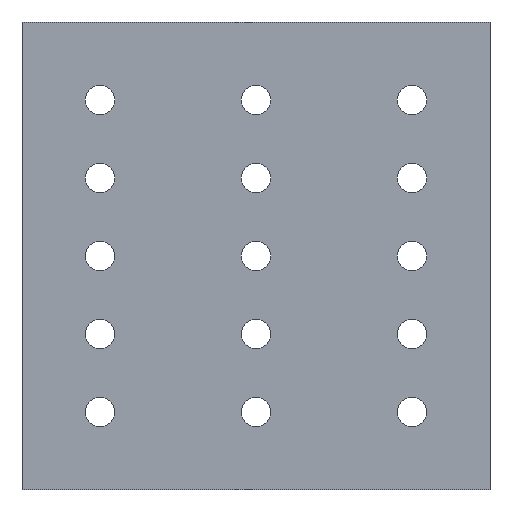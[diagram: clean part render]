
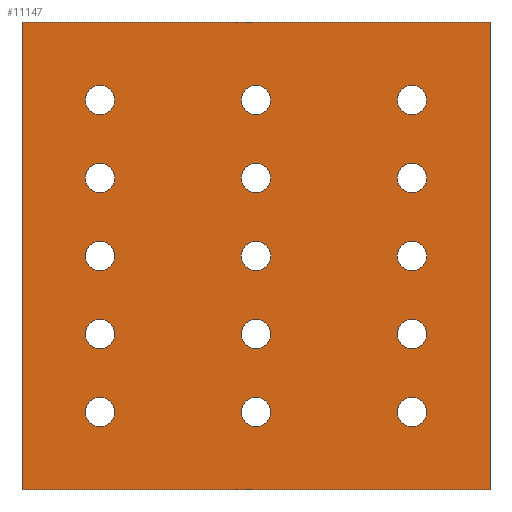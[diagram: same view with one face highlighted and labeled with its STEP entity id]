
A CAD part, top view. The second image highlights one B-rep face of the part: STEP entity #11147.
In plain terms, the highlighted planar face has unit normal (0, 0, 1).
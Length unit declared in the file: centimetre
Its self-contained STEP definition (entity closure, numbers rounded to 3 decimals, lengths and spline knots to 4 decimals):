
#129=CIRCLE('',#11465,0.4762);
#131=CIRCLE('',#11468,0.4762);
#133=CIRCLE('',#11471,0.4763);
#135=CIRCLE('',#11474,0.4763);
#137=CIRCLE('',#11477,0.4762);
#139=CIRCLE('',#11480,0.4763);
#141=CIRCLE('',#11483,0.4763);
#143=CIRCLE('',#11486,0.4762);
#145=CIRCLE('',#11489,0.4762);
#147=CIRCLE('',#11492,0.4763);
#149=CIRCLE('',#11495,0.4763);
#151=CIRCLE('',#11498,0.4762);
#153=CIRCLE('',#11501,0.4762);
#155=CIRCLE('',#11504,0.4762);
#157=CIRCLE('',#11507,0.4762);
#2108=VERTEX_POINT('',#18765);
#2111=VERTEX_POINT('',#18770);
#2113=VERTEX_POINT('',#18776);
#2115=VERTEX_POINT('',#18781);
#2117=VERTEX_POINT('',#18786);
#2119=VERTEX_POINT('',#18791);
#2121=VERTEX_POINT('',#18796);
#2123=VERTEX_POINT('',#18801);
#2125=VERTEX_POINT('',#18806);
#2127=VERTEX_POINT('',#18811);
#2129=VERTEX_POINT('',#18816);
#2131=VERTEX_POINT('',#18821);
#2133=VERTEX_POINT('',#18826);
#2135=VERTEX_POINT('',#18831);
#2137=VERTEX_POINT('',#18836);
#2139=VERTEX_POINT('',#18841);
#2141=VERTEX_POINT('',#18846);
#2146=VERTEX_POINT('',#18858);
#2147=VERTEX_POINT('',#18860);
#3157=VECTOR('',#12876,1.);
#3162=VECTOR('',#12973,1.);
#3163=VECTOR('',#12974,1.);
#3164=VECTOR('',#12975,1.);
#4174=LINE('',#18771,#3157);
#4179=LINE('',#18857,#3162);
#4180=LINE('',#18859,#3163);
#4181=LINE('',#18861,#3164);
#5779=EDGE_CURVE('',#2111,#2108,#4174,.T.);
#5781=EDGE_CURVE('',#2113,#2113,#129,.T.);
#5783=EDGE_CURVE('',#2115,#2115,#131,.T.);
#5785=EDGE_CURVE('',#2117,#2117,#133,.T.);
#5787=EDGE_CURVE('',#2119,#2119,#135,.T.);
#5789=EDGE_CURVE('',#2121,#2121,#137,.T.);
#5791=EDGE_CURVE('',#2123,#2123,#139,.T.);
#5793=EDGE_CURVE('',#2125,#2125,#141,.T.);
#5795=EDGE_CURVE('',#2127,#2127,#143,.T.);
#5797=EDGE_CURVE('',#2129,#2129,#145,.T.);
#5799=EDGE_CURVE('',#2131,#2131,#147,.T.);
#5801=EDGE_CURVE('',#2133,#2133,#149,.T.);
#5803=EDGE_CURVE('',#2135,#2135,#151,.T.);
#5805=EDGE_CURVE('',#2137,#2137,#153,.T.);
#5807=EDGE_CURVE('',#2139,#2139,#155,.T.);
#5809=EDGE_CURVE('',#2141,#2141,#157,.T.);
#5814=EDGE_CURVE('',#2146,#2108,#4179,.T.);
#5815=EDGE_CURVE('',#2147,#2111,#4180,.T.);
#5816=EDGE_CURVE('',#2147,#2146,#4181,.T.);
#9060=ORIENTED_EDGE('',*,*,#5781,.T.);
#9061=ORIENTED_EDGE('',*,*,#5783,.T.);
#9062=ORIENTED_EDGE('',*,*,#5785,.T.);
#9063=ORIENTED_EDGE('',*,*,#5787,.T.);
#9064=ORIENTED_EDGE('',*,*,#5789,.T.);
#9065=ORIENTED_EDGE('',*,*,#5791,.T.);
#9066=ORIENTED_EDGE('',*,*,#5793,.T.);
#9067=ORIENTED_EDGE('',*,*,#5795,.T.);
#9068=ORIENTED_EDGE('',*,*,#5797,.T.);
#9069=ORIENTED_EDGE('',*,*,#5799,.T.);
#9070=ORIENTED_EDGE('',*,*,#5801,.T.);
#9071=ORIENTED_EDGE('',*,*,#5803,.T.);
#9072=ORIENTED_EDGE('',*,*,#5805,.T.);
#9073=ORIENTED_EDGE('',*,*,#5807,.T.);
#9074=ORIENTED_EDGE('',*,*,#5809,.T.);
#9075=ORIENTED_EDGE('',*,*,#5814,.T.);
#9076=ORIENTED_EDGE('',*,*,#5779,.F.);
#9077=ORIENTED_EDGE('',*,*,#5815,.F.);
#9078=ORIENTED_EDGE('',*,*,#5816,.T.);
#9805=EDGE_LOOP('',(#9060));
#9806=EDGE_LOOP('',(#9061));
#9807=EDGE_LOOP('',(#9062));
#9808=EDGE_LOOP('',(#9063));
#9809=EDGE_LOOP('',(#9064));
#9810=EDGE_LOOP('',(#9065));
#9811=EDGE_LOOP('',(#9066));
#9812=EDGE_LOOP('',(#9067));
#9813=EDGE_LOOP('',(#9068));
#9814=EDGE_LOOP('',(#9069));
#9815=EDGE_LOOP('',(#9070));
#9816=EDGE_LOOP('',(#9071));
#9817=EDGE_LOOP('',(#9072));
#9818=EDGE_LOOP('',(#9073));
#9819=EDGE_LOOP('',(#9074));
#9820=EDGE_LOOP('',(#9075,#9076,#9077,#9078));
#10526=FACE_BOUND('',#9805,.T.);
#10527=FACE_BOUND('',#9806,.T.);
#10528=FACE_BOUND('',#9807,.T.);
#10529=FACE_BOUND('',#9808,.T.);
#10530=FACE_BOUND('',#9809,.T.);
#10531=FACE_BOUND('',#9810,.T.);
#10532=FACE_BOUND('',#9811,.T.);
#10533=FACE_BOUND('',#9812,.T.);
#10534=FACE_BOUND('',#9813,.T.);
#10535=FACE_BOUND('',#9814,.T.);
#10536=FACE_BOUND('',#9815,.T.);
#10537=FACE_BOUND('',#9816,.T.);
#10538=FACE_BOUND('',#9817,.T.);
#10539=FACE_BOUND('',#9818,.T.);
#10540=FACE_BOUND('',#9819,.T.);
#10541=FACE_BOUND('',#9820,.T.);
#11147=ADVANCED_FACE('',(#10526,#10527,#10528,#10529,#10530,#10531,#10532,
#10533,#10534,#10535,#10536,#10537,#10538,#10539,#10540,#10541),#19148,.T.);
#11465=AXIS2_PLACEMENT_3D('',#18775,#12881,#12882);
#11468=AXIS2_PLACEMENT_3D('',#18780,#12887,#12888);
#11471=AXIS2_PLACEMENT_3D('',#18785,#12893,#12894);
#11474=AXIS2_PLACEMENT_3D('',#18790,#12899,#12900);
#11477=AXIS2_PLACEMENT_3D('',#18795,#12905,#12906);
#11480=AXIS2_PLACEMENT_3D('',#18800,#12911,#12912);
#11483=AXIS2_PLACEMENT_3D('',#18805,#12917,#12918);
#11486=AXIS2_PLACEMENT_3D('',#18810,#12923,#12924);
#11489=AXIS2_PLACEMENT_3D('',#18815,#12929,#12930);
#11492=AXIS2_PLACEMENT_3D('',#18820,#12935,#12936);
#11495=AXIS2_PLACEMENT_3D('',#18825,#12941,#12942);
#11498=AXIS2_PLACEMENT_3D('',#18830,#12947,#12948);
#11501=AXIS2_PLACEMENT_3D('',#18835,#12953,#12954);
#11504=AXIS2_PLACEMENT_3D('',#18840,#12959,#12960);
#11507=AXIS2_PLACEMENT_3D('',#18845,#12965,#12966);
#11509=AXIS2_PLACEMENT_3D('',#18856,#12972,$);
#12876=DIRECTION('',(1.,0.,0.));
#12881=DIRECTION('',(0.,0.,-1.));
#12882=DIRECTION('',(0.476,0.,0.));
#12887=DIRECTION('',(0.,0.,-1.));
#12888=DIRECTION('',(0.476,0.,0.));
#12893=DIRECTION('',(0.,0.,-1.));
#12894=DIRECTION('',(0.476,0.,0.));
#12899=DIRECTION('',(0.,0.,-1.));
#12900=DIRECTION('',(0.476,0.,0.));
#12905=DIRECTION('',(0.,0.,-1.));
#12906=DIRECTION('',(0.476,0.,0.));
#12911=DIRECTION('',(0.,0.,-1.));
#12912=DIRECTION('',(0.476,0.,0.));
#12917=DIRECTION('',(0.,0.,-1.));
#12918=DIRECTION('',(0.476,0.,0.));
#12923=DIRECTION('',(0.,0.,-1.));
#12924=DIRECTION('',(0.476,0.,0.));
#12929=DIRECTION('',(0.,0.,-1.));
#12930=DIRECTION('',(0.476,0.,0.));
#12935=DIRECTION('',(0.,0.,-1.));
#12936=DIRECTION('',(0.476,0.,0.));
#12941=DIRECTION('',(0.,0.,-1.));
#12942=DIRECTION('',(0.476,0.,0.));
#12947=DIRECTION('',(0.,0.,-1.));
#12948=DIRECTION('',(0.476,0.,0.));
#12953=DIRECTION('',(0.,0.,-1.));
#12954=DIRECTION('',(0.476,0.,0.));
#12959=DIRECTION('',(0.,0.,-1.));
#12960=DIRECTION('',(0.476,0.,0.));
#12965=DIRECTION('',(0.,0.,-1.));
#12966=DIRECTION('',(0.476,0.,0.));
#12972=DIRECTION('',(0.,0.,1.));
#12973=DIRECTION('',(0.,1.,0.));
#12974=DIRECTION('',(0.,1.,0.));
#12975=DIRECTION('',(1.,0.,0.));
#18765=CARTESIAN_POINT('',(15.24,0.,0.));
#18770=CARTESIAN_POINT('',(0.,0.,0.));
#18771=CARTESIAN_POINT('',(0.,0.,0.));
#18775=CARTESIAN_POINT('',(7.62,-5.08,0.));
#18776=CARTESIAN_POINT('',(8.0963,-5.08,0.));
#18780=CARTESIAN_POINT('',(7.62,-10.16,0.));
#18781=CARTESIAN_POINT('',(8.0963,-10.16,0.));
#18785=CARTESIAN_POINT('',(12.7,-12.7,0.));
#18786=CARTESIAN_POINT('',(13.1763,-12.7,0.));
#18790=CARTESIAN_POINT('',(2.54,-2.54,0.));
#18791=CARTESIAN_POINT('',(3.0163,-2.54,0.));
#18795=CARTESIAN_POINT('',(2.54,-12.7,0.));
#18796=CARTESIAN_POINT('',(3.0163,-12.7,0.));
#18800=CARTESIAN_POINT('',(12.7,-7.62,0.));
#18801=CARTESIAN_POINT('',(13.1763,-7.62,0.));
#18805=CARTESIAN_POINT('',(2.54,-10.16,0.));
#18806=CARTESIAN_POINT('',(3.0163,-10.16,0.));
#18810=CARTESIAN_POINT('',(2.54,-7.62,0.));
#18811=CARTESIAN_POINT('',(3.0163,-7.62,0.));
#18815=CARTESIAN_POINT('',(12.7,-10.16,0.));
#18816=CARTESIAN_POINT('',(13.1763,-10.16,0.));
#18820=CARTESIAN_POINT('',(12.7,-5.08,0.));
#18821=CARTESIAN_POINT('',(13.1763,-5.08,0.));
#18825=CARTESIAN_POINT('',(2.54,-5.08,0.));
#18826=CARTESIAN_POINT('',(3.0163,-5.08,0.));
#18830=CARTESIAN_POINT('',(12.7,-2.54,0.));
#18831=CARTESIAN_POINT('',(13.1763,-2.54,0.));
#18835=CARTESIAN_POINT('',(7.62,-12.7,0.));
#18836=CARTESIAN_POINT('',(8.0963,-12.7,0.));
#18840=CARTESIAN_POINT('',(7.62,-7.62,0.));
#18841=CARTESIAN_POINT('',(8.0963,-7.62,0.));
#18845=CARTESIAN_POINT('',(7.62,-2.54,0.));
#18846=CARTESIAN_POINT('',(8.0963,-2.54,0.));
#18856=CARTESIAN_POINT('',(0.,-7.62,0.));
#18857=CARTESIAN_POINT('',(15.24,-15.24,0.));
#18858=CARTESIAN_POINT('',(15.24,-15.24,0.));
#18859=CARTESIAN_POINT('',(0.,-15.24,0.));
#18860=CARTESIAN_POINT('',(0.,-15.24,0.));
#18861=CARTESIAN_POINT('',(0.,-15.24,0.));
#19148=PLANE('',#11509);
